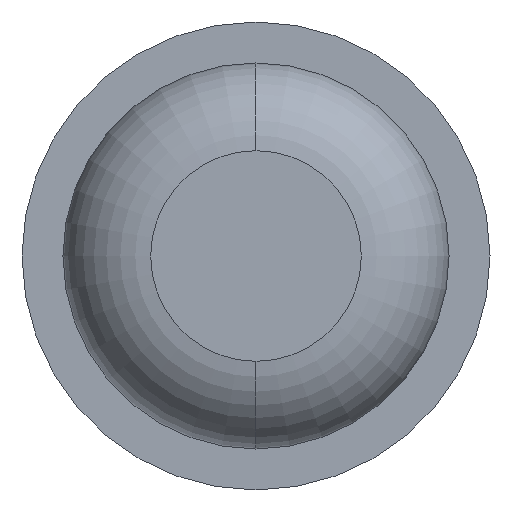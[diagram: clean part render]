
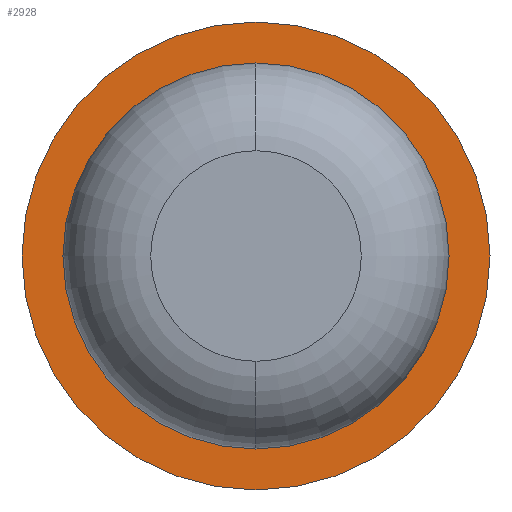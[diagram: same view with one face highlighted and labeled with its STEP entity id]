
A CAD part, front view. The second image highlights one B-rep face of the part: STEP entity #2928.
In plain terms, the highlighted planar face has unit normal (0, -1, 0).
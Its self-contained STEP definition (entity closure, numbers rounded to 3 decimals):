
#300 = CARTESIAN_POINT ( 'NONE',  ( 0., -9., 0. ) ) ;
#345 = CIRCLE ( 'NONE', #1880, 1. ) ;
#487 = EDGE_CURVE ( 'Defeature ausgef�hrt1_5+Defeature ausgef�hrt1_4+Defeature ausgef�hrt1_4+Defeature ausgef�hrt1_4', #2493, #3076, #1162, .T. ) ;
#517 = DIRECTION ( 'NONE',  ( -1., 0., 0. ) ) ;
#540 = EDGE_CURVE ( 'Defeature ausgef�hrt1_4+Defeature ausgef�hrt1_0+Defeature ausgef�hrt1_0+Defeature ausgef�hrt1_0', #3361, #1528, #3376, .T. ) ;
#850 = AXIS2_PLACEMENT_3D ( 'NONE', #3692, #2011, #1680 ) ;
#1045 = EDGE_LOOP ( 'NONE', ( #2719, #3302 ) ) ;
#1108 = AXIS2_PLACEMENT_3D ( 'NONE', #2871, #1491, #517 ) ;
#1123 = DIRECTION ( 'NONE',  ( -1., 0., 0. ) ) ;
#1162 = CIRCLE ( 'NONE', #3564, 1. ) ;
#1202 = EDGE_CURVE ( 'Defeature ausgef�hrt1_5+Defeature ausgef�hrt1_4+Defeature ausgef�hrt1_4+Defeature ausgef�hrt1_4', #3076, #2493, #345, .T. ) ;
#1268 = PLANE ( 'NONE',  #850 ) ;
#1368 = DIRECTION ( 'NONE',  ( -1., 0., 0. ) ) ;
#1435 = ORIENTED_EDGE ( 'NONE', *, *, #1202, .F. ) ;
#1491 = DIRECTION ( 'NONE',  ( 0., 1., 0. ) ) ;
#1528 = VERTEX_POINT ( 'NONE', #3660 ) ;
#1636 = AXIS2_PLACEMENT_3D ( 'NONE', #300, #1663, #2311 ) ;
#1663 = DIRECTION ( 'NONE',  ( 0., 1., 0. ) ) ;
#1680 = DIRECTION ( 'NONE',  ( -1., 0., 0. ) ) ;
#1726 = CARTESIAN_POINT ( 'NONE',  ( 1., -9., 0. ) ) ;
#1832 = ORIENTED_EDGE ( 'NONE', *, *, #487, .F. ) ;
#1835 = CARTESIAN_POINT ( 'NONE',  ( 0., -9., 0. ) ) ;
#1880 = AXIS2_PLACEMENT_3D ( 'NONE', #1835, #2177, #1123 ) ;
#2011 = DIRECTION ( 'NONE',  ( 0., 1., 0. ) ) ;
#2177 = DIRECTION ( 'NONE',  ( 0., 1., 0. ) ) ;
#2184 = CIRCLE ( 'NONE', #1636, 0.825 ) ;
#2311 = DIRECTION ( 'NONE',  ( -1., 0., 0. ) ) ;
#2412 = CARTESIAN_POINT ( 'NONE',  ( 0., -9., 0. ) ) ;
#2493 = VERTEX_POINT ( 'NONE', #3060 ) ;
#2719 = ORIENTED_EDGE ( 'NONE', *, *, #3360, .T. ) ;
#2778 = DIRECTION ( 'NONE',  ( 0., 1., 0. ) ) ;
#2793 = FACE_BOUND ( 'NONE', #1045, .T. ) ;
#2871 = CARTESIAN_POINT ( 'NONE',  ( 0., -9., 0. ) ) ;
#2928 = ADVANCED_FACE ( 'Defeature ausgef�hrt1_4', ( #3168, #2793 ), #1268, .F. ) ;
#3060 = CARTESIAN_POINT ( 'NONE',  ( -1., -9., 0. ) ) ;
#3076 = VERTEX_POINT ( 'NONE', #1726 ) ;
#3168 = FACE_OUTER_BOUND ( 'NONE', #3735, .T. ) ;
#3302 = ORIENTED_EDGE ( 'NONE', *, *, #540, .T. ) ;
#3360 = EDGE_CURVE ( 'Defeature ausgef�hrt1_4+Defeature ausgef�hrt1_0+Defeature ausgef�hrt1_0+Defeature ausgef�hrt1_0', #1528, #3361, #2184, .T. ) ;
#3361 = VERTEX_POINT ( 'NONE', #3557 ) ;
#3376 = CIRCLE ( 'NONE', #1108, 0.825 ) ;
#3557 = CARTESIAN_POINT ( 'NONE',  ( 0., -9., -0.825 ) ) ;
#3564 = AXIS2_PLACEMENT_3D ( 'NONE', #2412, #2778, #1368 ) ;
#3660 = CARTESIAN_POINT ( 'NONE',  ( 0., -9., 0.825 ) ) ;
#3692 = CARTESIAN_POINT ( 'NONE',  ( 0.825, -9., 0. ) ) ;
#3735 = EDGE_LOOP ( 'NONE', ( #1832, #1435 ) ) ;
